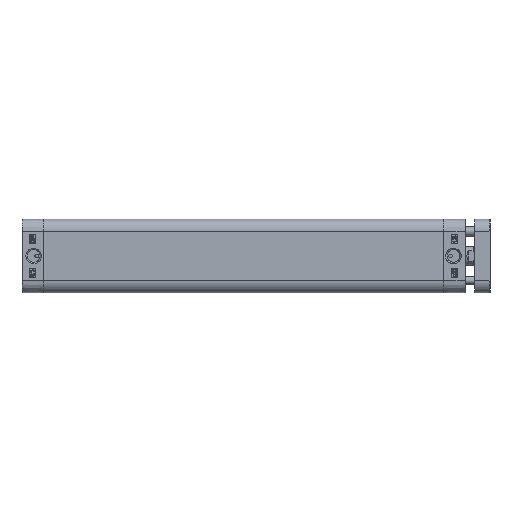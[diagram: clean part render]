
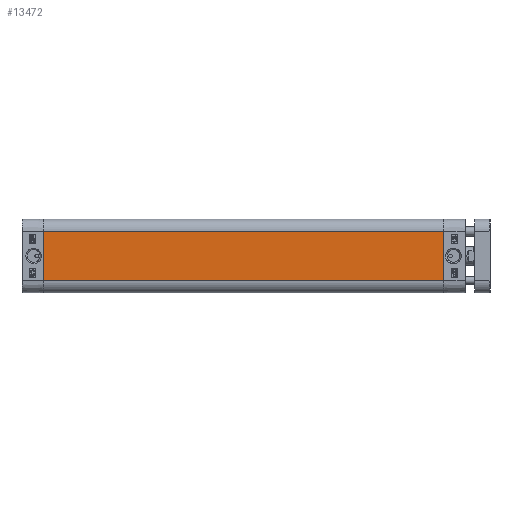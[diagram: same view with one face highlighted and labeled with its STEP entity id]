
A CAD part, left-side view. The second image highlights one B-rep face of the part: STEP entity #13472.
In plain terms, the highlighted planar face has unit normal (-1, 0, 0).
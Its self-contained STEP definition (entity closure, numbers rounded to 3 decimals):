
#10572=CARTESIAN_POINT('',(-24.5,-265.5,16.5));
#10573=VERTEX_POINT('',#10572);
#10580=CARTESIAN_POINT('',(-24.5,-265.5,-16.5));
#10581=VERTEX_POINT('',#10580);
#10582=CARTESIAN_POINT('',(-24.5,-265.5,-16.5));
#10583=DIRECTION('',(0.0,0.0,1.0));
#10584=VECTOR('',#10583,33.0);
#10585=LINE('',#10582,#10584);
#10586=EDGE_CURVE('',#10581,#10573,#10585,.T.);
#13430=CARTESIAN_POINT('',(-24.5,0.0,-16.5));
#13431=VERTEX_POINT('',#13430);
#13432=CARTESIAN_POINT('',(-24.5,0.0,-16.5));
#13433=DIRECTION('',(0.0,-1.0,0.0));
#13434=VECTOR('',#13433,265.5);
#13435=LINE('',#13432,#13434);
#13436=EDGE_CURVE('',#13431,#10581,#13435,.T.);
#13449=CARTESIAN_POINT('',(-24.5,0.0,-16.5));
#13450=DIRECTION('',(-1.0,0.0,0.0));
#13451=DIRECTION('',(0.0,0.0,1.0));
#13452=AXIS2_PLACEMENT_3D('',#13449,#13450,#13451);
#13453=PLANE('',#13452);
#13454=ORIENTED_EDGE('',*,*,#10586,.T.);
#13455=CARTESIAN_POINT('',(-24.5,0.0,16.5));
#13456=VERTEX_POINT('',#13455);
#13457=CARTESIAN_POINT('',(-24.5,0.0,16.5));
#13458=DIRECTION('',(0.0,-1.0,0.0));
#13459=VECTOR('',#13458,265.5);
#13460=LINE('',#13457,#13459);
#13461=EDGE_CURVE('',#13456,#10573,#13460,.T.);
#13462=ORIENTED_EDGE('',*,*,#13461,.F.);
#13463=CARTESIAN_POINT('',(-24.5,0.0,-16.5));
#13464=DIRECTION('',(0.0,0.0,1.0));
#13465=VECTOR('',#13464,33.0);
#13466=LINE('',#13463,#13465);
#13467=EDGE_CURVE('',#13431,#13456,#13466,.T.);
#13468=ORIENTED_EDGE('',*,*,#13467,.F.);
#13469=ORIENTED_EDGE('',*,*,#13436,.T.);
#13470=EDGE_LOOP('',(#13454,#13462,#13468,#13469));
#13471=FACE_OUTER_BOUND('',#13470,.T.);
#13472=ADVANCED_FACE('',(#13471),#13453,.T.);
